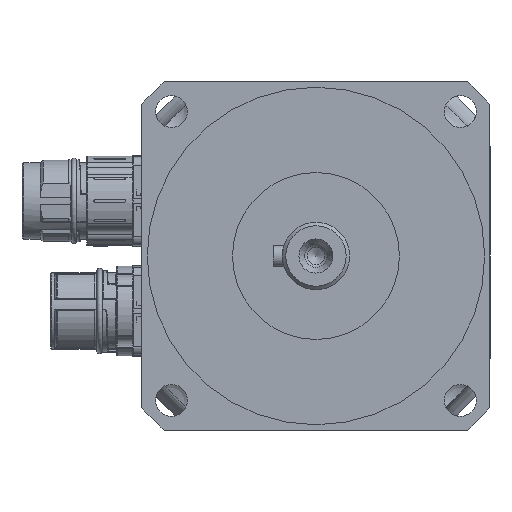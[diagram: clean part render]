
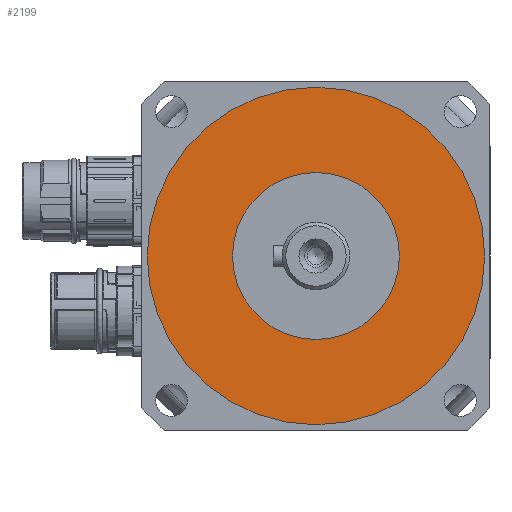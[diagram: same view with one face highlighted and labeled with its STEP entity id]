
A CAD part, left-side view. The second image highlights one B-rep face of the part: STEP entity #2199.
In plain terms, the highlighted planar face has unit normal (-1, 0, 0).
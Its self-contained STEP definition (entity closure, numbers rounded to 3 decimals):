
#2165=CARTESIAN_POINT('',(-109.,23.5,0.0));
#2166=VERTEX_POINT('',#2165);
#2167=CARTESIAN_POINT('',(-109.,0.0,0.0));
#2168=DIRECTION('',(1.0,0.0,0.0));
#2169=DIRECTION('',(0.0,1.0,0.0));
#2170=AXIS2_PLACEMENT_3D('',#2167,#2168,#2169);
#2171=CIRCLE('',#2170,23.5);
#2172=EDGE_CURVE('',#2166,#2166,#2171,.T.);
#2180=CARTESIAN_POINT('',(-109.,35.5,0.0));
#2181=DIRECTION('',(-1.0,0.0,0.0));
#2182=DIRECTION('',(0.0,0.0,1.0));
#2183=AXIS2_PLACEMENT_3D('',#2180,#2181,#2182);
#2184=PLANE('',#2183);
#2185=CARTESIAN_POINT('',(-109.,47.5,0.0));
#2186=VERTEX_POINT('',#2185);
#2187=CARTESIAN_POINT('',(-109.,0.0,0.0));
#2188=DIRECTION('',(1.0,0.0,0.0));
#2189=DIRECTION('',(0.0,1.0,0.0));
#2190=AXIS2_PLACEMENT_3D('',#2187,#2188,#2189);
#2191=CIRCLE('',#2190,47.5);
#2192=EDGE_CURVE('',#2186,#2186,#2191,.T.);
#2193=ORIENTED_EDGE('',*,*,#2192,.F.);
#2194=EDGE_LOOP('',(#2193));
#2195=FACE_OUTER_BOUND('',#2194,.T.);
#2196=ORIENTED_EDGE('',*,*,#2172,.T.);
#2197=EDGE_LOOP('',(#2196));
#2198=FACE_BOUND('',#2197,.T.);
#2199=ADVANCED_FACE('',(#2195,#2198),#2184,.T.);
